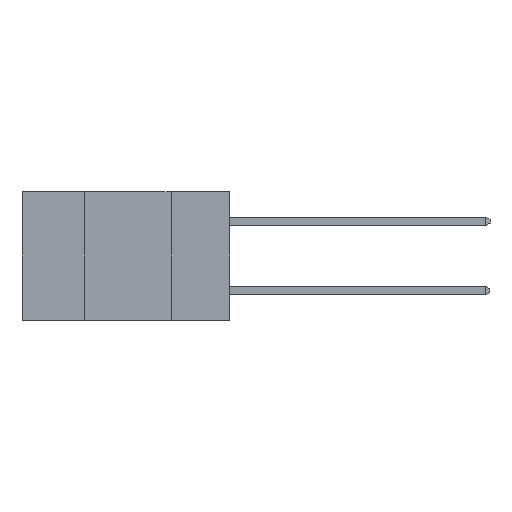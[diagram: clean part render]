
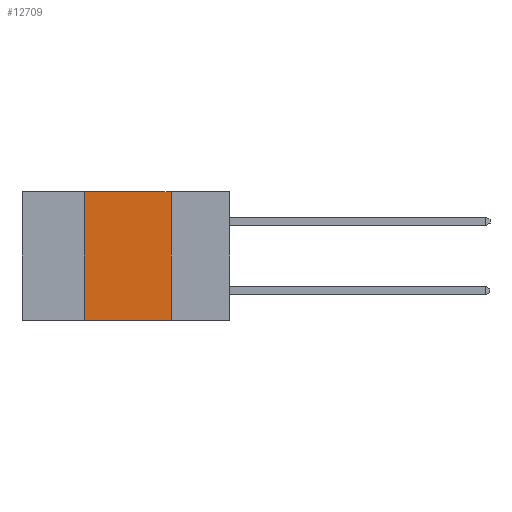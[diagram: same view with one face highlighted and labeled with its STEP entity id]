
A CAD part, left-side view. The second image highlights one B-rep face of the part: STEP entity #12709.
In plain terms, the highlighted planar face has unit normal (-1, 0, 0).
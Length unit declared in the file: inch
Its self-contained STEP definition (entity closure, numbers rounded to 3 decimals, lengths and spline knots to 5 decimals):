
#236 = CARTESIAN_POINT ( 'NONE',  ( 0., 0.6, -0.37 ) ) ;
#354 = ORIENTED_EDGE ( 'NONE', *, *, #1313, .F. ) ;
#1162 = ORIENTED_EDGE ( 'NONE', *, *, #6712, .F. ) ;
#1313 = EDGE_CURVE ( 'NONE', #3815, #21448, #25701, .T. ) ;
#1838 = CARTESIAN_POINT ( 'NONE',  ( 0., 0.42, -0.37 ) ) ;
#2593 = VECTOR ( 'NONE', #23715, 39.37008 ) ;
#3815 = VERTEX_POINT ( 'NONE', #1838 ) ;
#5038 = VECTOR ( 'NONE', #15457, 39.37008 ) ;
#6712 = EDGE_CURVE ( 'NONE', #21448, #24840, #14057, .T. ) ;
#7723 = ORIENTED_EDGE ( 'NONE', *, *, #18090, .T. ) ;
#8754 = EDGE_LOOP ( 'NONE', ( #17104, #1162, #354, #7723 ) ) ;
#9086 = LINE ( 'NONE', #236, #14230 ) ;
#9834 = DIRECTION ( 'NONE',  ( 0., 0., -1. ) ) ;
#10771 = CARTESIAN_POINT ( 'NONE',  ( 0., 0.42, 0. ) ) ;
#12185 = AXIS2_PLACEMENT_3D ( 'NONE', #14173, #22827, #9834 ) ;
#12709 = ADVANCED_FACE ( 'NONE', ( #26512 ), #20700, .F. ) ;
#13254 = CARTESIAN_POINT ( 'NONE',  ( 0., 0.17, 0. ) ) ;
#14057 = LINE ( 'NONE', #27165, #19823 ) ;
#14173 = CARTESIAN_POINT ( 'NONE',  ( 0., 0.6, 0. ) ) ;
#14230 = VECTOR ( 'NONE', #15782, 39.37008 ) ;
#14431 = DIRECTION ( 'NONE',  ( 0., -1., 0. ) ) ;
#15122 = CARTESIAN_POINT ( 'NONE',  ( 0., 0.17, 0. ) ) ;
#15457 = DIRECTION ( 'NONE',  ( 0., 0., -1. ) ) ;
#15782 = DIRECTION ( 'NONE',  ( 0., -1., 0. ) ) ;
#16762 = LINE ( 'NONE', #13254, #5038 ) ;
#17104 = ORIENTED_EDGE ( 'NONE', *, *, #21876, .F. ) ;
#18046 = VERTEX_POINT ( 'NONE', #26188 ) ;
#18090 = EDGE_CURVE ( 'NONE', #3815, #18046, #9086, .T. ) ;
#19823 = VECTOR ( 'NONE', #14431, 39.37008 ) ;
#20700 = PLANE ( 'NONE',  #12185 ) ;
#21448 = VERTEX_POINT ( 'NONE', #24723 ) ;
#21876 = EDGE_CURVE ( 'NONE', #24840, #18046, #16762, .T. ) ;
#22827 = DIRECTION ( 'NONE',  ( 1., 0., 0. ) ) ;
#23715 = DIRECTION ( 'NONE',  ( 0., 0., 1. ) ) ;
#24723 = CARTESIAN_POINT ( 'NONE',  ( 0., 0.42, 0. ) ) ;
#24840 = VERTEX_POINT ( 'NONE', #15122 ) ;
#25701 = LINE ( 'NONE', #10771, #2593 ) ;
#26188 = CARTESIAN_POINT ( 'NONE',  ( 0., 0.17, -0.37 ) ) ;
#26512 = FACE_OUTER_BOUND ( 'NONE', #8754, .T. ) ;
#27165 = CARTESIAN_POINT ( 'NONE',  ( 0., 0.6, 0. ) ) ;
